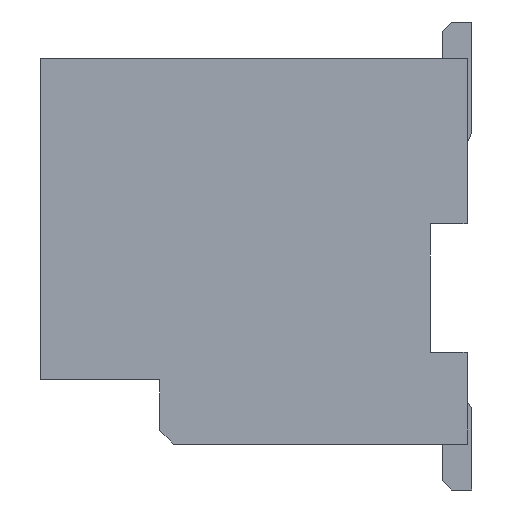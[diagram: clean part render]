
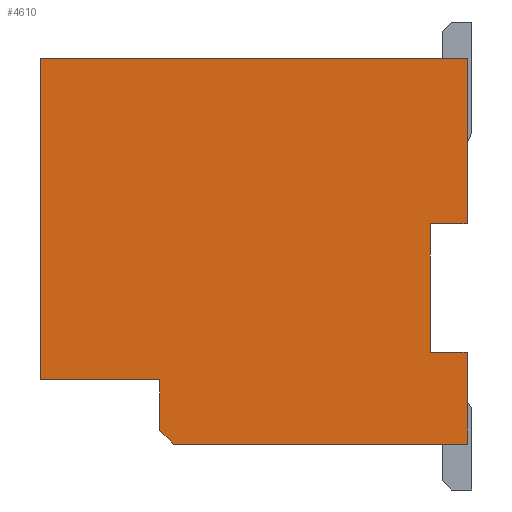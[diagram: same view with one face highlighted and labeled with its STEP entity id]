
A CAD part, left-side view. The second image highlights one B-rep face of the part: STEP entity #4610.
In plain terms, the highlighted planar face has unit normal (-1, 0, 0).
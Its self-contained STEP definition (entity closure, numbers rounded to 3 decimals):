
#1=DIRECTION('',(0.,-1.,0.));
#2=VECTOR('',#1,4.65);
#3=CARTESIAN_POINT('',(-2.9,2.325,2.1));
#4=LINE('',#3,#2);
#5=DIRECTION('',(0.,0.,-1.));
#6=VECTOR('',#5,1.8);
#7=CARTESIAN_POINT('',(-2.9,-2.325,2.1));
#8=LINE('',#7,#6);
#9=DIRECTION('',(0.,1.,0.));
#10=VECTOR('',#9,0.4);
#11=CARTESIAN_POINT('',(-2.9,-2.325,0.3));
#12=LINE('',#11,#10);
#13=DIRECTION('',(0.,0.,-1.));
#14=VECTOR('',#13,1.4);
#15=CARTESIAN_POINT('',(-2.9,-1.925,0.3));
#16=LINE('',#15,#14);
#17=DIRECTION('',(0.,-1.,0.));
#18=VECTOR('',#17,0.4);
#19=CARTESIAN_POINT('',(-2.9,-1.925,-1.1));
#20=LINE('',#19,#18);
#21=DIRECTION('',(0.,0.,-1.));
#22=VECTOR('',#21,1.);
#23=CARTESIAN_POINT('',(-2.9,-2.325,-1.1));
#24=LINE('',#23,#22);
#25=DIRECTION('',(0.,1.,0.));
#26=VECTOR('',#25,3.2);
#27=CARTESIAN_POINT('',(-2.9,-2.325,-2.1));
#28=LINE('',#27,#26);
#29=DIRECTION('',(0.,0.707,0.707));
#30=VECTOR('',#29,0.212);
#31=CARTESIAN_POINT('',(-2.9,0.875,-2.1));
#32=LINE('',#31,#30);
#33=DIRECTION('',(0.,0.,1.));
#34=VECTOR('',#33,0.55);
#35=CARTESIAN_POINT('',(-2.9,1.025,-1.95));
#36=LINE('',#35,#34);
#37=DIRECTION('',(0.,1.,0.));
#38=VECTOR('',#37,1.3);
#39=CARTESIAN_POINT('',(-2.9,1.025,-1.4));
#40=LINE('',#39,#38);
#41=DIRECTION('',(0.,0.,1.));
#42=VECTOR('',#41,3.5);
#43=CARTESIAN_POINT('',(-2.9,2.325,-1.4));
#44=LINE('',#43,#42);
#3469=CARTESIAN_POINT('',(-2.9,2.325,2.1));
#3470=CARTESIAN_POINT('',(-2.9,-2.325,2.1));
#3471=VERTEX_POINT('',#3469);
#3472=VERTEX_POINT('',#3470);
#3473=CARTESIAN_POINT('',(-2.9,-2.325,0.3));
#3474=VERTEX_POINT('',#3473);
#3475=CARTESIAN_POINT('',(-2.9,-1.925,0.3));
#3476=VERTEX_POINT('',#3475);
#3477=CARTESIAN_POINT('',(-2.9,-1.925,-1.1));
#3478=VERTEX_POINT('',#3477);
#3479=CARTESIAN_POINT('',(-2.9,-2.325,-1.1));
#3480=VERTEX_POINT('',#3479);
#3481=CARTESIAN_POINT('',(-2.9,-2.325,-2.1));
#3482=VERTEX_POINT('',#3481);
#3483=CARTESIAN_POINT('',(-2.9,0.875,-2.1));
#3484=VERTEX_POINT('',#3483);
#3485=CARTESIAN_POINT('',(-2.9,1.025,-1.95));
#3486=CARTESIAN_POINT('',(-2.9,1.025,-1.4));
#3487=VERTEX_POINT('',#3485);
#3488=VERTEX_POINT('',#3486);
#3489=CARTESIAN_POINT('',(-2.9,2.325,-1.4));
#3490=VERTEX_POINT('',#3489);
#4581=CARTESIAN_POINT('',(-2.9,0.,0.));
#4582=DIRECTION('',(1.,0.,0.));
#4583=DIRECTION('',(0.,0.,-1.));
#4584=AXIS2_PLACEMENT_3D('',#4581,#4582,#4583);
#4585=PLANE('',#4584);
#4587=ORIENTED_EDGE('',*,*,#4586,.T.);
#4589=ORIENTED_EDGE('',*,*,#4588,.T.);
#4591=ORIENTED_EDGE('',*,*,#4590,.T.);
#4593=ORIENTED_EDGE('',*,*,#4592,.T.);
#4595=ORIENTED_EDGE('',*,*,#4594,.T.);
#4597=ORIENTED_EDGE('',*,*,#4596,.T.);
#4599=ORIENTED_EDGE('',*,*,#4598,.T.);
#4601=ORIENTED_EDGE('',*,*,#4600,.T.);
#4603=ORIENTED_EDGE('',*,*,#4602,.T.);
#4605=ORIENTED_EDGE('',*,*,#4604,.T.);
#4607=ORIENTED_EDGE('',*,*,#4606,.T.);
#4608=EDGE_LOOP('',(#4587,#4589,#4591,#4593,#4595,#4597,#4599,#4601,#4603,#4605,
#4607));
#4609=FACE_OUTER_BOUND('',#4608,.F.);
#4610=ADVANCED_FACE('',(#4609),#4585,.F.);
#4586=EDGE_CURVE('',#3471,#3472,#4,.T.);
#4588=EDGE_CURVE('',#3472,#3474,#8,.T.);
#4590=EDGE_CURVE('',#3474,#3476,#12,.T.);
#4592=EDGE_CURVE('',#3476,#3478,#16,.T.);
#4594=EDGE_CURVE('',#3478,#3480,#20,.T.);
#4596=EDGE_CURVE('',#3480,#3482,#24,.T.);
#4598=EDGE_CURVE('',#3482,#3484,#28,.T.);
#4600=EDGE_CURVE('',#3484,#3487,#32,.T.);
#4602=EDGE_CURVE('',#3487,#3488,#36,.T.);
#4604=EDGE_CURVE('',#3488,#3490,#40,.T.);
#4606=EDGE_CURVE('',#3490,#3471,#44,.T.);
